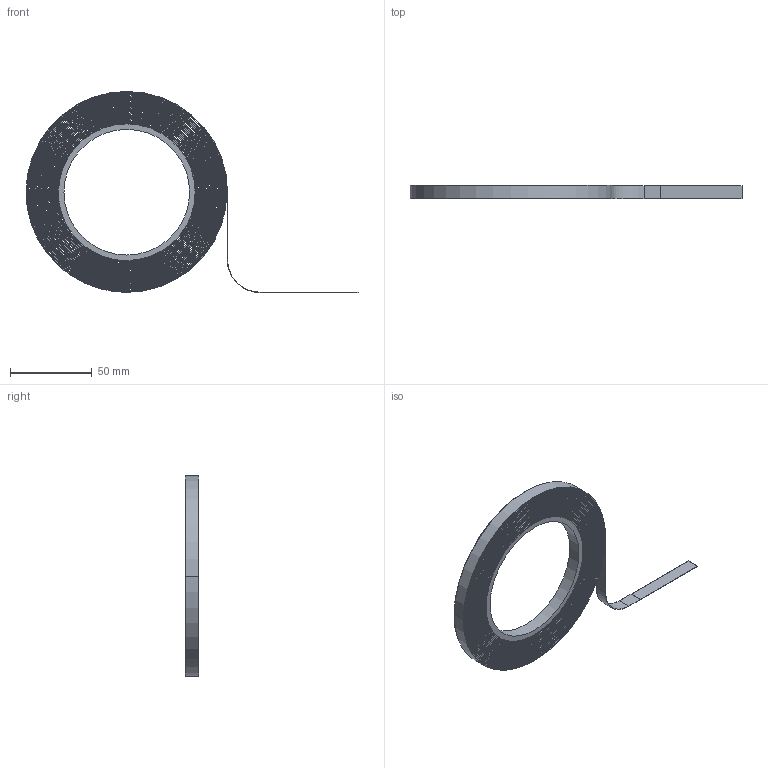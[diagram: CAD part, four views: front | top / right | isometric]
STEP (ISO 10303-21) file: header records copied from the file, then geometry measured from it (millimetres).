
FILE_DESCRIPTION( ( 'Unknown' ), '1' );
FILE_NAME( '403012008.stp', 'Unknown', ( 'Unknown' ), ( 'Unknown' ), 'PSStep 21.0.46', 'Unknown', ' ' );
FILE_SCHEMA( ( 'AUTOMOTIVE_DESIGN { 1 0 10303 214 1 1 1 1 }' ) );
Length unit declared in the file: millimetre
Products named in the file (6): Assem1; Tape; Rolle; Glue; Fiberglass; Release Tape
Assembly tree (6 placements, depth 2):
  Assem1
    Tape
    Rolle
    Glue  x2
    Fiberglass
    Release Tape
Bounding box: 203.34 x 8 x 123.22 mm (x, y, z)
Volume: 43432 mm3; surface area: 276962.7 mm2
Topology: 6 solids, 6 shells, 236 faces, 672 edges, 448 vertices
Faces by surface type: cylinder 104, bspline 98, plane 34
Full cylindrical faces by diameter (mm): 77 x1, 84 x1
Entity records: 15592 total; most frequent: CARTESIAN_POINT 8097, ORIENTED_EDGE 1316, DIRECTION 948, EDGE_CURVE 658, VERTEX_POINT 440, AXIS2_PLACEMENT_3D 347, LINE 254, VECTOR 254
